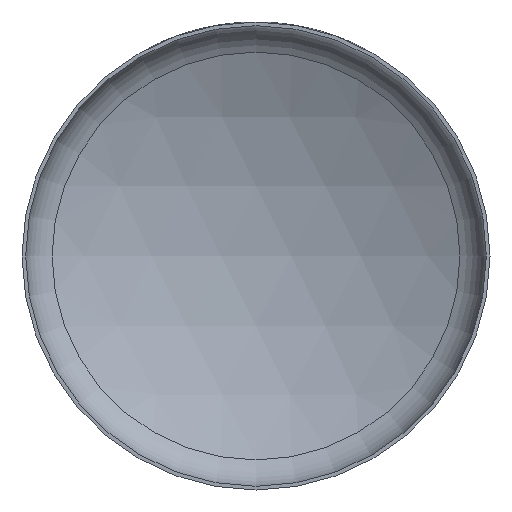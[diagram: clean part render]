
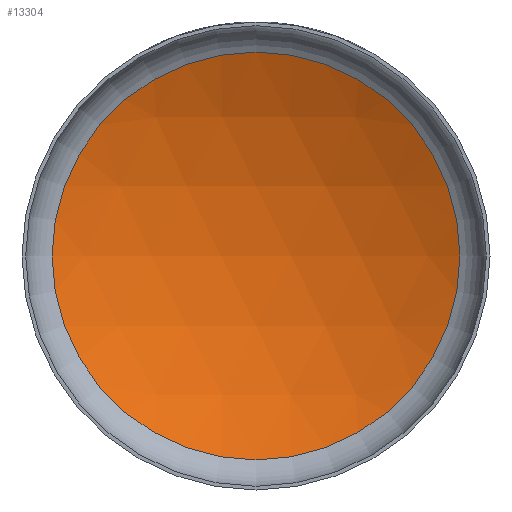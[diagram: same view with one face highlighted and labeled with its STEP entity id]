
A CAD part, front view. The second image highlights one B-rep face of the part: STEP entity #13304.
In plain terms, the highlighted spherical face has radius 254 mm.
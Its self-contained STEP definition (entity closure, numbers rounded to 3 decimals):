
#3319 = FACE_OUTER_BOUND ( 'NONE', #15744, .T. ) ;
#5445 = CARTESIAN_POINT ( 'NONE',  ( 0., -185.762, 0. ) ) ;
#5610 = CARTESIAN_POINT ( 'NONE',  ( 0., 42.862, -110.667 ) ) ;
#5744 = DIRECTION ( 'NONE',  ( 0., 0., -1. ) ) ;
#7117 = DIRECTION ( 'NONE',  ( 1., 0., 0. ) ) ;
#12353 = AXIS2_PLACEMENT_3D ( 'NONE', #19469, #17647, #5744 ) ;
#13141 = ORIENTED_EDGE ( 'NONE', *, *, #19766, .T. ) ;
#13304 = ADVANCED_FACE ( 'NONE', ( #3319 ), #16684, .F. ) ;
#15744 = EDGE_LOOP ( 'NONE', ( #13141 ) ) ;
#16684 = SPHERICAL_SURFACE ( 'NONE', #23027, 254. ) ;
#17203 = VERTEX_POINT ( 'NONE', #5610 ) ;
#17647 = DIRECTION ( 'NONE',  ( 0., -1., 0. ) ) ;
#19469 = CARTESIAN_POINT ( 'NONE',  ( 0., 42.862, 0. ) ) ;
#19766 = EDGE_CURVE ( 'NONE', #17203, #17203, #20248, .T. ) ;
#20248 = CIRCLE ( 'NONE', #12353, 110.667 ) ;
#21004 = DIRECTION ( 'NONE',  ( 0., 0., 1. ) ) ;
#23027 = AXIS2_PLACEMENT_3D ( 'NONE', #5445, #21004, #7117 ) ;
